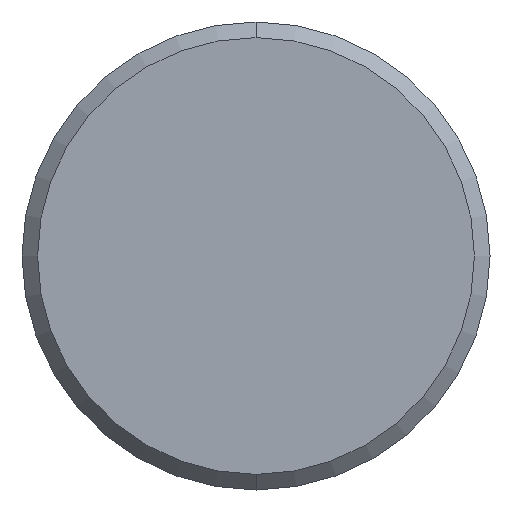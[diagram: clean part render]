
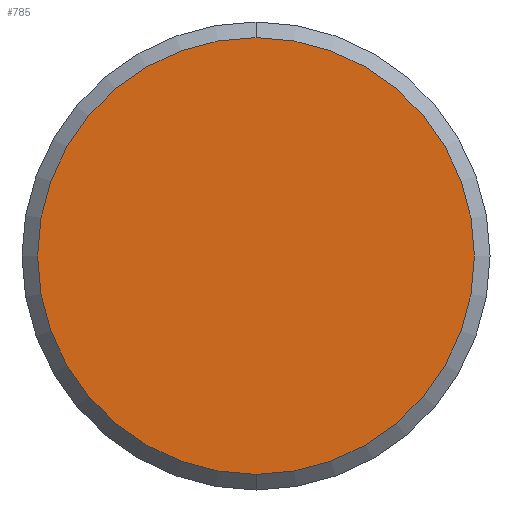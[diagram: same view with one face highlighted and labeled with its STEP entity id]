
A CAD part, front view. The second image highlights one B-rep face of the part: STEP entity #785.
In plain terms, the highlighted planar face has unit normal (0, -1, 0).
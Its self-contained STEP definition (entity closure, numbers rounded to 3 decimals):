
#43 = AXIS2_PLACEMENT_3D ( 'NONE', #1488, #373, #129 ) ;
#50 = EDGE_LOOP ( 'NONE', ( #427, #303 ) ) ;
#129 = DIRECTION ( 'NONE',  ( 1., 0., 0. ) ) ;
#151 = CIRCLE ( 'NONE', #483, 14. ) ;
#246 = DIRECTION ( 'NONE',  ( 0., -1., 0. ) ) ;
#257 = AXIS2_PLACEMENT_3D ( 'NONE', #1353, #246, #1506 ) ;
#263 = CARTESIAN_POINT ( 'NONE',  ( 0., 0., -14. ) ) ;
#279 = CARTESIAN_POINT ( 'NONE',  ( 0., 0., 14. ) ) ;
#303 = ORIENTED_EDGE ( 'NONE', *, *, #1468, .T. ) ;
#373 = DIRECTION ( 'NONE',  ( 0., 1., 0. ) ) ;
#427 = ORIENTED_EDGE ( 'NONE', *, *, #1539, .T. ) ;
#483 = AXIS2_PLACEMENT_3D ( 'NONE', #940, #824, #1441 ) ;
#785 = ADVANCED_FACE ( 'NONE', ( #988 ), #995, .F. ) ;
#824 = DIRECTION ( 'NONE',  ( 0., -1., 0. ) ) ;
#940 = CARTESIAN_POINT ( 'NONE',  ( 0., 0., 0. ) ) ;
#988 = FACE_OUTER_BOUND ( 'NONE', #50, .T. ) ;
#995 = PLANE ( 'NONE',  #43 ) ;
#1079 = CIRCLE ( 'NONE', #257, 14. ) ;
#1353 = CARTESIAN_POINT ( 'NONE',  ( 0., 0., 0. ) ) ;
#1441 = DIRECTION ( 'NONE',  ( 0., 0., 1. ) ) ;
#1468 = EDGE_CURVE ( 'NONE', #1542, #1504, #151, .T. ) ;
#1488 = CARTESIAN_POINT ( 'NONE',  ( 0., 0., 0. ) ) ;
#1504 = VERTEX_POINT ( 'NONE', #279 ) ;
#1506 = DIRECTION ( 'NONE',  ( 0., 0., 1. ) ) ;
#1539 = EDGE_CURVE ( 'NONE', #1504, #1542, #1079, .T. ) ;
#1542 = VERTEX_POINT ( 'NONE', #263 ) ;
